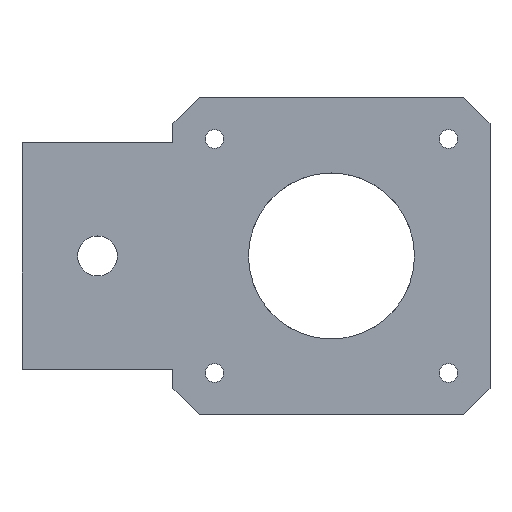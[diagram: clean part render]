
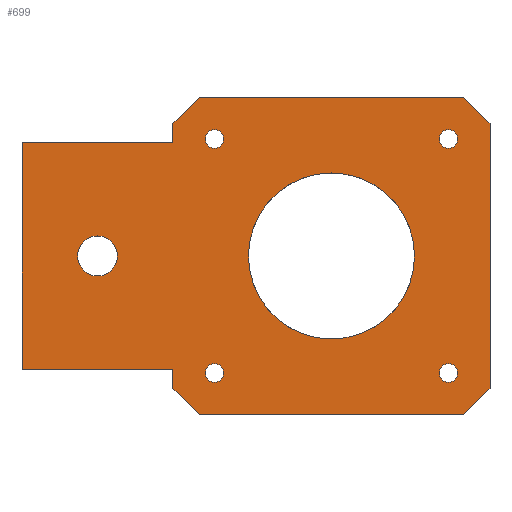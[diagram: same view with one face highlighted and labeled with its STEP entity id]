
A CAD part, top view. The second image highlights one B-rep face of the part: STEP entity #699.
In plain terms, the highlighted planar face has unit normal (0, 0, 1).
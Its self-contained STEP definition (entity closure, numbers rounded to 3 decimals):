
#19=FACE_BOUND('',#96,.T.);
#20=FACE_BOUND('',#97,.T.);
#21=FACE_BOUND('',#98,.T.);
#22=FACE_BOUND('',#99,.T.);
#23=FACE_BOUND('',#100,.T.);
#24=FACE_BOUND('',#101,.T.);
#34=PLANE('',#754);
#60=FACE_OUTER_BOUND('',#95,.T.);
#95=EDGE_LOOP('',(#492,#493,#494,#495,#496,#497,#498,#499,#500,#501,#502,
#503));
#96=EDGE_LOOP('',(#504));
#97=EDGE_LOOP('',(#505));
#98=EDGE_LOOP('',(#506));
#99=EDGE_LOOP('',(#507));
#100=EDGE_LOOP('',(#508));
#101=EDGE_LOOP('',(#509));
#145=LINE('',#1028,#215);
#146=LINE('',#1030,#216);
#147=LINE('',#1032,#217);
#148=LINE('',#1034,#218);
#149=LINE('',#1036,#219);
#150=LINE('',#1038,#220);
#151=LINE('',#1040,#221);
#152=LINE('',#1042,#222);
#153=LINE('',#1044,#223);
#154=LINE('',#1046,#224);
#155=LINE('',#1048,#225);
#156=LINE('',#1049,#226);
#215=VECTOR('',#833,10.);
#216=VECTOR('',#834,10.);
#217=VECTOR('',#835,10.);
#218=VECTOR('',#836,10.);
#219=VECTOR('',#837,10.);
#220=VECTOR('',#838,10.);
#221=VECTOR('',#839,10.);
#222=VECTOR('',#840,10.);
#223=VECTOR('',#841,10.);
#224=VECTOR('',#842,10.);
#225=VECTOR('',#843,10.);
#226=VECTOR('',#844,10.);
#283=CIRCLE('',#747,2.65);
#288=CIRCLE('',#755,11.);
#289=CIRCLE('',#756,1.23);
#290=CIRCLE('',#757,1.229);
#291=CIRCLE('',#758,1.23);
#292=CIRCLE('',#759,1.229);
#311=VERTEX_POINT('',#1010);
#316=VERTEX_POINT('',#1026);
#317=VERTEX_POINT('',#1027);
#318=VERTEX_POINT('',#1029);
#319=VERTEX_POINT('',#1031);
#320=VERTEX_POINT('',#1033);
#321=VERTEX_POINT('',#1035);
#322=VERTEX_POINT('',#1037);
#323=VERTEX_POINT('',#1039);
#324=VERTEX_POINT('',#1041);
#325=VERTEX_POINT('',#1043);
#326=VERTEX_POINT('',#1045);
#327=VERTEX_POINT('',#1047);
#328=VERTEX_POINT('',#1050);
#329=VERTEX_POINT('',#1052);
#330=VERTEX_POINT('',#1054);
#331=VERTEX_POINT('',#1056);
#332=VERTEX_POINT('',#1058);
#380=EDGE_CURVE('',#311,#311,#283,.T.);
#387=EDGE_CURVE('',#316,#317,#145,.T.);
#388=EDGE_CURVE('',#317,#318,#146,.T.);
#389=EDGE_CURVE('',#318,#319,#147,.T.);
#390=EDGE_CURVE('',#319,#320,#148,.T.);
#391=EDGE_CURVE('',#320,#321,#149,.T.);
#392=EDGE_CURVE('',#321,#322,#150,.T.);
#393=EDGE_CURVE('',#322,#323,#151,.T.);
#394=EDGE_CURVE('',#323,#324,#152,.T.);
#395=EDGE_CURVE('',#324,#325,#153,.T.);
#396=EDGE_CURVE('',#325,#326,#154,.T.);
#397=EDGE_CURVE('',#326,#327,#155,.T.);
#398=EDGE_CURVE('',#327,#316,#156,.T.);
#399=EDGE_CURVE('',#328,#328,#288,.T.);
#400=EDGE_CURVE('',#329,#329,#289,.T.);
#401=EDGE_CURVE('',#330,#330,#290,.T.);
#402=EDGE_CURVE('',#331,#331,#291,.T.);
#403=EDGE_CURVE('',#332,#332,#292,.T.);
#492=ORIENTED_EDGE('',*,*,#387,.T.);
#493=ORIENTED_EDGE('',*,*,#388,.T.);
#494=ORIENTED_EDGE('',*,*,#389,.T.);
#495=ORIENTED_EDGE('',*,*,#390,.T.);
#496=ORIENTED_EDGE('',*,*,#391,.T.);
#497=ORIENTED_EDGE('',*,*,#392,.T.);
#498=ORIENTED_EDGE('',*,*,#393,.T.);
#499=ORIENTED_EDGE('',*,*,#394,.T.);
#500=ORIENTED_EDGE('',*,*,#395,.T.);
#501=ORIENTED_EDGE('',*,*,#396,.T.);
#502=ORIENTED_EDGE('',*,*,#397,.T.);
#503=ORIENTED_EDGE('',*,*,#398,.T.);
#504=ORIENTED_EDGE('',*,*,#380,.T.);
#505=ORIENTED_EDGE('',*,*,#399,.T.);
#506=ORIENTED_EDGE('',*,*,#400,.T.);
#507=ORIENTED_EDGE('',*,*,#401,.T.);
#508=ORIENTED_EDGE('',*,*,#402,.T.);
#509=ORIENTED_EDGE('',*,*,#403,.T.);
#699=ADVANCED_FACE('',(#60,#19,#20,#21,#22,#23,#24),#34,.T.);
#747=AXIS2_PLACEMENT_3D('',#1012,#815,#816);
#754=AXIS2_PLACEMENT_3D('',#1025,#831,#832);
#755=AXIS2_PLACEMENT_3D('',#1051,#845,#846);
#756=AXIS2_PLACEMENT_3D('',#1053,#847,#848);
#757=AXIS2_PLACEMENT_3D('',#1055,#849,#850);
#758=AXIS2_PLACEMENT_3D('',#1057,#851,#852);
#759=AXIS2_PLACEMENT_3D('',#1059,#853,#854);
#815=DIRECTION('center_axis',(0.,0.,
-1.));
#816=DIRECTION('ref_axis',(-1.,0.,0.));
#831=DIRECTION('center_axis',(0.,0.,
1.));
#832=DIRECTION('ref_axis',(-1.,0.,0.));
#833=DIRECTION('',(1.,0.,0.));
#834=DIRECTION('',(0.,-1.,0.));
#835=DIRECTION('',(0.707,-0.707,0.));
#836=DIRECTION('',(1.,0.,0.));
#837=DIRECTION('',(0.707,0.707,0.));
#838=DIRECTION('',(0.,1.,0.));
#839=DIRECTION('',(-0.707,0.707,0.));
#840=DIRECTION('',(-1.,0.,0.));
#841=DIRECTION('',(-0.707,-0.707,0.));
#842=DIRECTION('',(0.,-1.,0.));
#843=DIRECTION('',(-1.,0.,0.));
#844=DIRECTION('',(0.,-1.,0.));
#845=DIRECTION('center_axis',(0.,0.,
-1.));
#846=DIRECTION('ref_axis',(-1.,0.,0.));
#847=DIRECTION('center_axis',(0.,0.,
-1.));
#848=DIRECTION('ref_axis',(-1.,0.,0.));
#849=DIRECTION('center_axis',(0.,0.,
-1.));
#850=DIRECTION('ref_axis',(-1.,0.,0.));
#851=DIRECTION('center_axis',(0.,0.,
-1.));
#852=DIRECTION('ref_axis',(-1.,0.,0.));
#853=DIRECTION('center_axis',(0.,0.,
-1.));
#854=DIRECTION('ref_axis',(-1.,0.,0.));
#1010=CARTESIAN_POINT('',(-98.35,180.,35.3));
#1012=CARTESIAN_POINT('Origin',(-101.,180.,35.3));
#1025=CARTESIAN_POINT('Origin',(-80.,180.,35.3));
#1026=CARTESIAN_POINT('',(-111.,165.,35.3));
#1027=CARTESIAN_POINT('',(-91.,165.,35.3));
#1028=CARTESIAN_POINT('',(-111.,165.,35.3));
#1029=CARTESIAN_POINT('',(-91.,162.5,35.3));
#1030=CARTESIAN_POINT('',(-91.,197.5,35.3));
#1031=CARTESIAN_POINT('',(-87.5,159.,35.3));
#1032=CARTESIAN_POINT('',(-91.,162.5,35.3));
#1033=CARTESIAN_POINT('',(-52.5,159.,35.3));
#1034=CARTESIAN_POINT('',(-87.5,159.,35.3));
#1035=CARTESIAN_POINT('',(-49.,162.5,35.3));
#1036=CARTESIAN_POINT('',(-52.5,159.,35.3));
#1037=CARTESIAN_POINT('',(-49.,197.5,35.3));
#1038=CARTESIAN_POINT('',(-49.,162.5,35.3));
#1039=CARTESIAN_POINT('',(-52.5,201.,35.3));
#1040=CARTESIAN_POINT('',(-49.,197.5,35.3));
#1041=CARTESIAN_POINT('',(-87.5,201.,35.3));
#1042=CARTESIAN_POINT('',(-52.5,201.,35.3));
#1043=CARTESIAN_POINT('',(-91.,197.5,35.3));
#1044=CARTESIAN_POINT('',(-87.5,201.,35.3));
#1045=CARTESIAN_POINT('',(-91.,195.,35.3));
#1046=CARTESIAN_POINT('',(-91.,197.5,35.3));
#1047=CARTESIAN_POINT('',(-111.,195.,35.3));
#1048=CARTESIAN_POINT('',(-91.,195.,35.3));
#1049=CARTESIAN_POINT('',(-111.,195.,35.3));
#1050=CARTESIAN_POINT('',(-59.,180.,35.3));
#1051=CARTESIAN_POINT('Origin',(-70.,180.,35.3));
#1052=CARTESIAN_POINT('',(-53.271,164.5,35.3));
#1053=CARTESIAN_POINT('Origin',(-54.5,164.5,35.3));
#1054=CARTESIAN_POINT('',(-84.271,195.5,35.3));
#1055=CARTESIAN_POINT('Origin',(-85.5,195.5,35.3));
#1056=CARTESIAN_POINT('',(-53.271,195.5,35.3));
#1057=CARTESIAN_POINT('Origin',(-54.5,195.5,35.3));
#1058=CARTESIAN_POINT('',(-84.271,164.5,35.3));
#1059=CARTESIAN_POINT('Origin',(-85.5,164.5,35.3));
